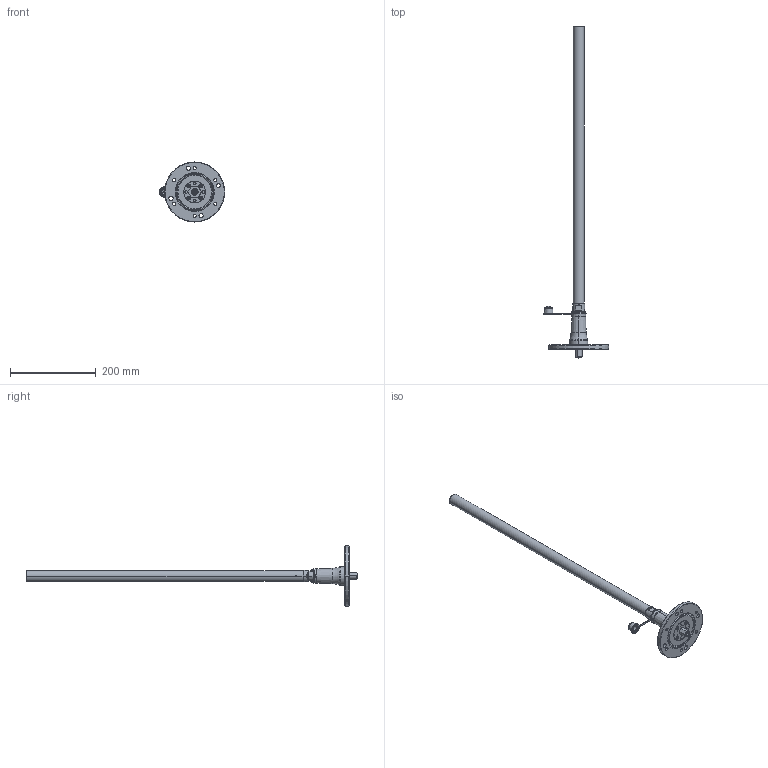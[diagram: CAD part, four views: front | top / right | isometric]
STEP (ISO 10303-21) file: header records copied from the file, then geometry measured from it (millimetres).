
FILE_DESCRIPTION (( 'STEP AP214' ), '1' );
FILE_NAME ('Vehicular_Antenna_Lg753mm_Shape_3D.STEP', '2025-11-05T13:22:31', ( '' ), ( '' ), 'SwSTEP 2.0', 'SolidWorks 2025', '' );
FILE_SCHEMA (( 'AUTOMOTIVE_DESIGN' ));
Length unit declared in the file: millimetre
Products named in the file (1): Vehicular_Antenna_Lg753mm_Shape_3D
Bounding box: 152.5 x 773.5 x 140 mm (x, y, z)
Volume: 570986.4 mm3; surface area: 110782.7 mm2
Topology: 1 solids, 6 shells, 514 faces, 1298 edges, 805 vertices
Faces by surface type: plane 136, cone 120, cylinder 109, bspline 81, torus 68
Entity records: 23572 total; most frequent: CARTESIAN_POINT 11898, ORIENTED_EDGE 2540, DIRECTION 2295, EDGE_CURVE 1270, AXIS2_PLACEMENT_3D 913, VERTEX_POINT 805, EDGE_LOOP 581, FACE_OUTER_BOUND 514
